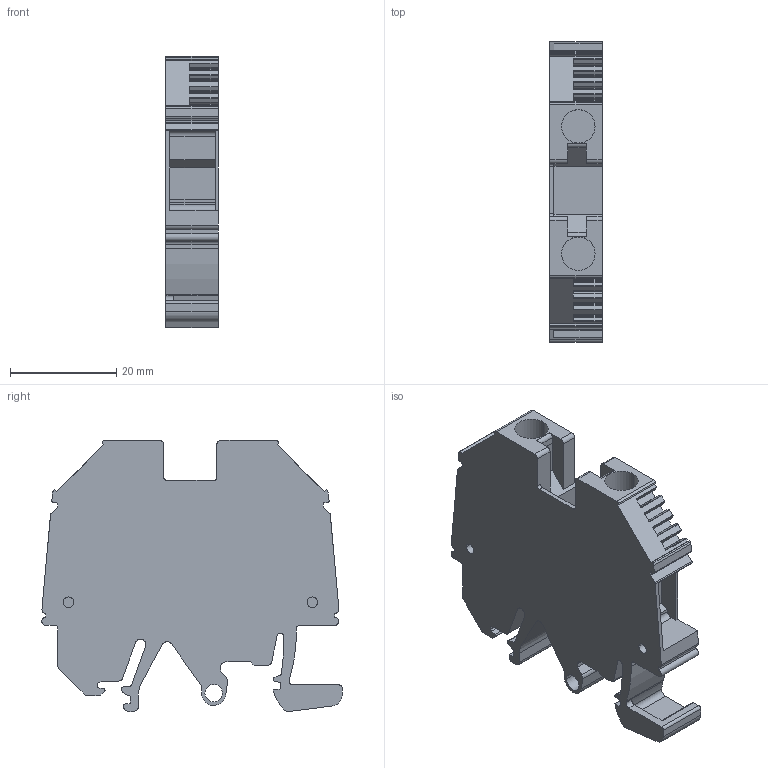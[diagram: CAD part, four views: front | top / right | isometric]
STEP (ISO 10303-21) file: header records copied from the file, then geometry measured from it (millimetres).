
FILE_DESCRIPTION(('CATIA V5 STEP Exchange','CAx-IF Rec.Pracs.--- Model Styling and Organization---1.4--- 2014-01-23'),'2;1');
FILE_NAME ('D1465091_0', '2020-01-27T10:19:32+00:00', ('none'), ('Weidmueller'), 'CATIA Version 5-6 Release 2016 SP3 HF44', 'CATIA V5 STEP AP214', 'none');
FILE_SCHEMA(('AUTOMOTIVE_DESIGN { 1 0 10303 214 1 1 1 1 }'));
Length unit declared in the file: millimetre
Products named in the file (1): 9537410000_WDU_10_SL-EN_SW
Bounding box: 9.9 x 56.6 x 51.1 mm (x, y, z)
Volume: 17134.8 mm3; surface area: 8711.5 mm2
Topology: 1 solids, 1 shells, 308 faces, 943 edges, 643 vertices
Faces by surface type: plane 208, cylinder 88, extrusion 12
Entity records: 10291 total; most frequent: CARTESIAN_POINT 2156, ORIENTED_EDGE 1886, DIRECTION 1364, EDGE_CURVE 943, VECTOR 684, LINE 672, VERTEX_POINT 643, AXIS2_PLACEMENT_3D 431
